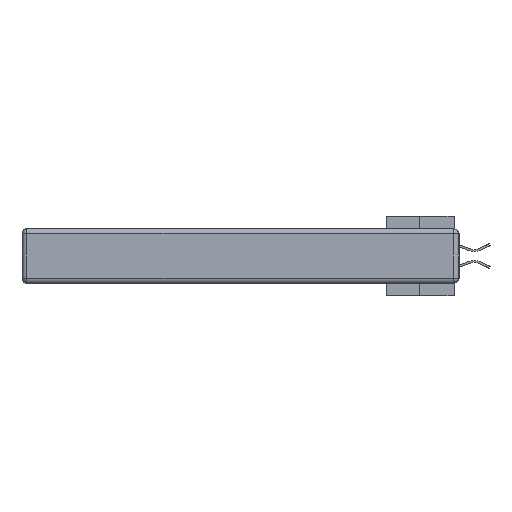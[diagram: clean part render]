
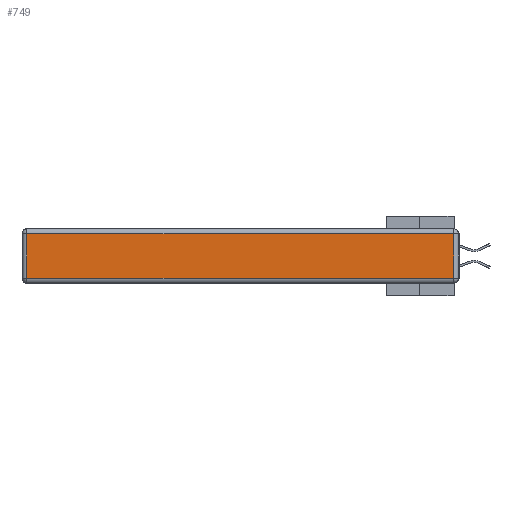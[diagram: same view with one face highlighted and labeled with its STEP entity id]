
A CAD part, left-side view. The second image highlights one B-rep face of the part: STEP entity #749.
In plain terms, the highlighted planar face has unit normal (-1, 0, 0).
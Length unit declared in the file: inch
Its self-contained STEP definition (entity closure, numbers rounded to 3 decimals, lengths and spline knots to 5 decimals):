
#749 = ADVANCED_FACE ( 'NONE', ( #44007 ), #6972, .T. ) ;
#984 = LINE ( 'NONE', #40338, #30051 ) ;
#1561 = CARTESIAN_POINT ( 'NONE',  ( 0., 2.72, -0.03 ) ) ;
#1870 = ORIENTED_EDGE ( 'NONE', *, *, #2754, .T. ) ;
#2754 = EDGE_CURVE ( 'NONE', #15276, #31848, #14773, .T. ) ;
#5506 = CARTESIAN_POINT ( 'NONE',  ( 0., 2.72, -0.313 ) ) ;
#5701 = EDGE_LOOP ( 'NONE', ( #12425, #23764, #1870, #30709 ) ) ;
#6092 = DIRECTION ( 'NONE',  ( 0., 0., -1. ) ) ;
#6363 = DIRECTION ( 'NONE',  ( 0., 0., 1. ) ) ;
#6972 = PLANE ( 'NONE',  #33336 ) ;
#8662 = CARTESIAN_POINT ( 'NONE',  ( 0., 0.03, -0.03 ) ) ;
#8917 = VECTOR ( 'NONE', #12297, 39.37008 ) ;
#12297 = DIRECTION ( 'NONE',  ( 0., -1., 0. ) ) ;
#12425 = ORIENTED_EDGE ( 'NONE', *, *, #17551, .T. ) ;
#14773 = LINE ( 'NONE', #16734, #31461 ) ;
#14775 = VERTEX_POINT ( 'NONE', #5506 ) ;
#15276 = VERTEX_POINT ( 'NONE', #8662 ) ;
#16734 = CARTESIAN_POINT ( 'NONE',  ( 0., 2.75, -0.03 ) ) ;
#17551 = EDGE_CURVE ( 'NONE', #14775, #22082, #26117, .T. ) ;
#19726 = DIRECTION ( 'NONE',  ( 0., 1., 0. ) ) ;
#21211 = EDGE_CURVE ( 'NONE', #22082, #15276, #984, .T. ) ;
#22082 = VERTEX_POINT ( 'NONE', #30093 ) ;
#23497 = CARTESIAN_POINT ( 'NONE',  ( 0., 0., -0.343 ) ) ;
#23598 = VECTOR ( 'NONE', #6092, 39.37008 ) ;
#23764 = ORIENTED_EDGE ( 'NONE', *, *, #21211, .T. ) ;
#26117 = LINE ( 'NONE', #37004, #8917 ) ;
#27560 = DIRECTION ( 'NONE',  ( -1., 0., 0. ) ) ;
#30051 = VECTOR ( 'NONE', #30525, 39.37008 ) ;
#30093 = CARTESIAN_POINT ( 'NONE',  ( 0., 0.03, -0.313 ) ) ;
#30525 = DIRECTION ( 'NONE',  ( 0., 0., 1. ) ) ;
#30709 = ORIENTED_EDGE ( 'NONE', *, *, #43810, .T. ) ;
#31461 = VECTOR ( 'NONE', #19726, 39.37008 ) ;
#31848 = VERTEX_POINT ( 'NONE', #1561 ) ;
#32816 = LINE ( 'NONE', #37304, #23598 ) ;
#33336 = AXIS2_PLACEMENT_3D ( 'NONE', #23497, #27560, #6363 ) ;
#37004 = CARTESIAN_POINT ( 'NONE',  ( 0., 0., -0.313 ) ) ;
#37304 = CARTESIAN_POINT ( 'NONE',  ( 0., 2.72, -0.343 ) ) ;
#40338 = CARTESIAN_POINT ( 'NONE',  ( 0., 0.03, -0.343 ) ) ;
#43810 = EDGE_CURVE ( 'NONE', #31848, #14775, #32816, .T. ) ;
#44007 = FACE_OUTER_BOUND ( 'NONE', #5701, .T. ) ;
